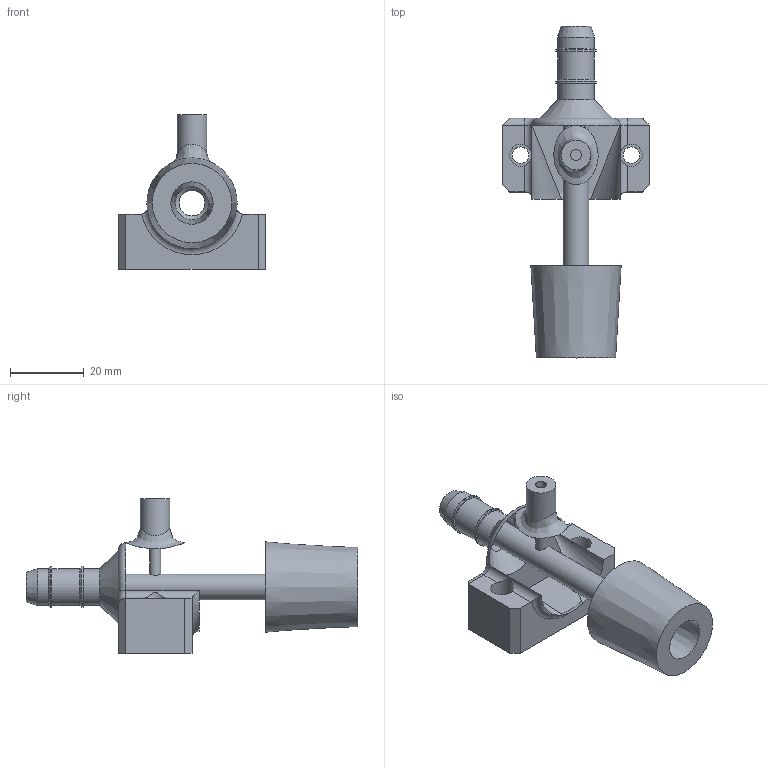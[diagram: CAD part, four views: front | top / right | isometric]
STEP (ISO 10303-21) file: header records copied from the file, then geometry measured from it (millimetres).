
FILE_DESCRIPTION(/* description */ (''),/* implementation_level */ '2;1');
FILE_NAME(/* name */ 'connecteur_exterireur_avec_pression v1.step',/* time_stamp */ '2020-04-05T20:34:32+02:00',/* author */ (''),/* organization */ (''),/* preprocessor_version */ 'ST-DEVELOPER v18',/* originating_system */ 'Autodesk Translation Framework v8.12.0.6',/* authorisation */ '');
FILE_SCHEMA (('AUTOMOTIVE_DESIGN { 1 0 10303 214 3 1 1 }'));
Length unit declared in the file: millimetre
Products named in the file (1): connecteur_exterireur_avec_pression
Bounding box: 40 x 90 x 42 mm (x, y, z)
Volume: 33733.9 mm3; surface area: 6918.1 mm2
Topology: 1 solids, 1 shells, 51 faces, 128 edges, 82 vertices
Faces by surface type: plane 21, cylinder 18, cone 7, torus 4, bspline 1
Full cylindrical faces by diameter (mm): 3 x2, 4.5 x2, 6 x2, 7 x1, 8 x1, 10 x3, 11 x2, 24 x1
Entity records: 1775 total; most frequent: CARTESIAN_POINT 497, DIRECTION 275, ORIENTED_EDGE 248, EDGE_CURVE 124, AXIS2_PLACEMENT_3D 111, VERTEX_POINT 80, EDGE_LOOP 62, CIRCLE 58
